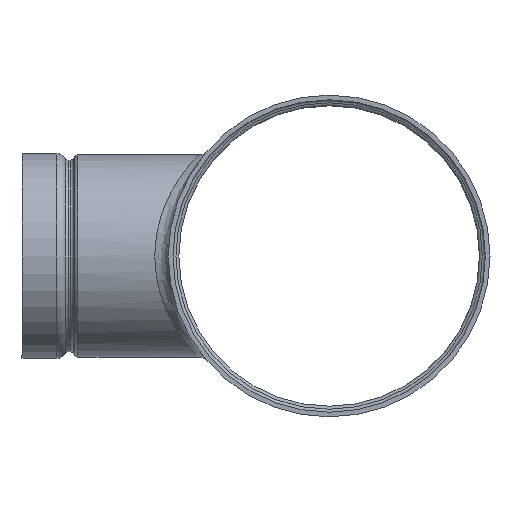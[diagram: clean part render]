
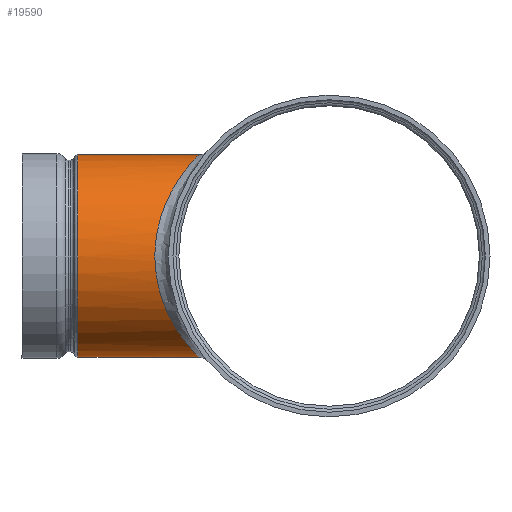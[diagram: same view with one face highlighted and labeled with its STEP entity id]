
A CAD part, left-side view. The second image highlights one B-rep face of the part: STEP entity #19590.
In plain terms, the highlighted cylindrical face has radius 43.891 mm (diameter 87.782 mm), a full revolution.
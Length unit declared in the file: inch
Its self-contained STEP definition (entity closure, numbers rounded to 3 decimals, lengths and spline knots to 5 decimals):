
#2086 = CARTESIAN_POINT ( 'NONE',  ( -1.74377, 2.99, 0.00007 ) ) ;
#2226 = CARTESIAN_POINT ( 'NONE',  ( 0., 2.22617, 1.72802 ) ) ;
#2237 = FACE_OUTER_BOUND ( 'NONE', #37036, .T. ) ;
#2491 = CARTESIAN_POINT ( 'NONE',  ( 1.75089, 2.99554, 0.13699 ) ) ;
#5126 = CARTESIAN_POINT ( 'NONE',  ( -0.88922, 2.42619, 1.51942 ) ) ;
#5257 = CARTESIAN_POINT ( 'NONE',  ( 0., 2.22617, 1.72802 ) ) ;
#5387 = CARTESIAN_POINT ( 'NONE',  ( -1.69652, 2.95402, 0.40125 ) ) ;
#5437 = EDGE_LOOP ( 'NONE', ( #8248 ) ) ;
#5905 = CARTESIAN_POINT ( 'NONE',  ( -1.728, 4.2954, 0. ) ) ;
#8016 = CARTESIAN_POINT ( 'NONE',  ( 1.18862, 2.60125, -1.28688 ) ) ;
#8143 = CARTESIAN_POINT ( 'NONE',  ( 0., 2.22617, 1.72802 ) ) ;
#8248 = ORIENTED_EDGE ( 'NONE', *, *, #26878, .F. ) ;
#8406 = CARTESIAN_POINT ( 'NONE',  ( 0., 2.22617, 1.72802 ) ) ;
#8536 = CARTESIAN_POINT ( 'NONE',  ( -0.00002, 2.21911, -1.73496 ) ) ;
#9417 = AXIS2_PLACEMENT_3D ( 'NONE', #26756, #17868, #21570 ) ;
#14078 = CARTESIAN_POINT ( 'NONE',  ( 0.40123, 2.25895, 1.69646 ) ) ;
#14208 = CARTESIAN_POINT ( 'NONE',  ( -0.13374, 2.22617, 1.72801 ) ) ;
#14346 = CARTESIAN_POINT ( 'NONE',  ( 0.35706, 2.24753, -1.70713 ) ) ;
#14477 = CARTESIAN_POINT ( 'NONE',  ( 0., 2.22617, 1.72802 ) ) ;
#17358 = CARTESIAN_POINT ( 'NONE',  ( 1.70806, 2.96253, -0.40553 ) ) ;
#17492 = CARTESIAN_POINT ( 'NONE',  ( 1.65352, 2.9213, 0.54347 ) ) ;
#17868 = DIRECTION ( 'NONE',  ( 0., 1., 0. ) ) ;
#17998 = DIRECTION ( 'NONE',  ( 0., 1., 0. ) ) ;
#19590 = ADVANCED_FACE ( 'NONE', ( #2237, #21138 ), #35313, .T. ) ;
#20426 = CARTESIAN_POINT ( 'NONE',  ( 1.27367, 2.65557, 1.21169 ) ) ;
#20562 = CARTESIAN_POINT ( 'NONE',  ( -0.35704, 2.24752, -1.70711 ) ) ;
#20717 = ORIENTED_EDGE ( 'NONE', *, *, #37509, .F. ) ;
#21138 = FACE_OUTER_BOUND ( 'NONE', #5437, .T. ) ;
#21570 = DIRECTION ( 'NONE',  ( 1., 0., 0. ) ) ;
#23055 = CARTESIAN_POINT ( 'NONE',  ( 0., 2.22617, 1.72802 ) ) ;
#23197 = CARTESIAN_POINT ( 'NONE',  ( -1.56185, 2.85365, 0.77283 ) ) ;
#23461 = CARTESIAN_POINT ( 'NONE',  ( 0.77389, 2.37941, -1.57289 ) ) ;
#26237 = CARTESIAN_POINT ( 'NONE',  ( 0.88923, 2.42617, 1.51938 ) ) ;
#26278 = VERTEX_POINT ( 'NONE', #23055 ) ;
#26508 = CARTESIAN_POINT ( 'NONE',  ( -1.69128, 2.95001, -0.44612 ) ) ;
#26644 = CARTESIAN_POINT ( 'NONE',  ( -1.18862, 2.60117, -1.28687 ) ) ;
#26756 = CARTESIAN_POINT ( 'NONE',  ( 0., 2.16332, 0. ) ) ;
#26878 = EDGE_CURVE ( 'NONE', #26278, #26278, #31058, .T. ) ;
#29436 = CARTESIAN_POINT ( 'NONE',  ( -1.28469, 2.66209, 1.20278 ) ) ;
#29699 = CARTESIAN_POINT ( 'NONE',  ( 0.13374, 2.22617, 1.72802 ) ) ;
#30324 = DIRECTION ( 'NONE',  ( -1., 0., 0. ) ) ;
#31058 = B_SPLINE_CURVE_WITH_KNOTS ( 'NONE', 3,
 ( #2226, #14208, #32213, #5126, #29436, #23197, #5387, #2086, #26508, #32477, #26644, #32755, #20562, #8536, #14346, #23461, #8016, #35501, #17358, #2491, #17492, #38522, #20426, #26237, #14078, #29699, #8406, #14477, #8143, #5257 ),
 .UNSPECIFIED., .T., .F.,
 ( 4, 1, 1, 1, 1, 1, 1, 1, 1, 1, 1, 1, 1, 1, 1, 1, 1, 1, 1, 1, 1, 1, 1, 1, 3, 4 ),
 ( 0., 0.03571, 0.07143, 0.14286, 0.17857, 0.21429, 0.25, 0.28571, 0.33333, 0.38095, 0.42857, 0.47619, 0.5, 0.52381, 0.57143, 0.61905, 0.66667, 0.71429, 0.7619, 0.80952, 0.8254, 0.85714, 0.92857, 0.96429, 1., 1. ),
 .UNSPECIFIED. ) ;
#32213 = CARTESIAN_POINT ( 'NONE',  ( -0.40124, 2.25894, 1.69645 ) ) ;
#32450 = VERTEX_POINT ( 'NONE', #5905 ) ;
#32477 = CARTESIAN_POINT ( 'NONE',  ( -1.50875, 2.81432, -0.89334 ) ) ;
#32755 = CARTESIAN_POINT ( 'NONE',  ( -0.77385, 2.37942, -1.57293 ) ) ;
#33049 = CIRCLE ( 'NONE', #38987, 1.728 ) ;
#35313 = CYLINDRICAL_SURFACE ( 'NONE', #9417, 1.728 ) ;
#35501 = CARTESIAN_POINT ( 'NONE',  ( 1.50871, 2.81423, -0.89325 ) ) ;
#36121 = CARTESIAN_POINT ( 'NONE',  ( 0., 4.2954, 0. ) ) ;
#37036 = EDGE_LOOP ( 'NONE', ( #20717 ) ) ;
#37509 = EDGE_CURVE ( 'NONE', #32450, #32450, #33049, .T. ) ;
#38522 = CARTESIAN_POINT ( 'NONE',  ( 1.50833, 2.81648, 0.85674 ) ) ;
#38987 = AXIS2_PLACEMENT_3D ( 'NONE', #36121, #17998, #30324 ) ;
